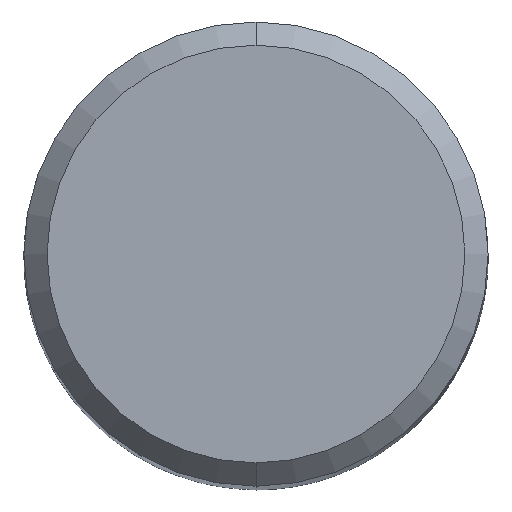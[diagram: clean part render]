
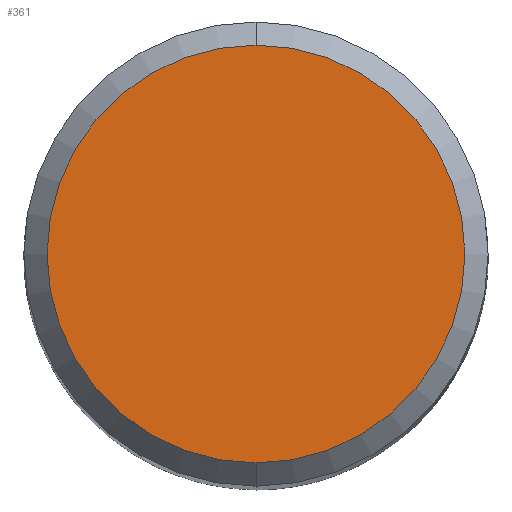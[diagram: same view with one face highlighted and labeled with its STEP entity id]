
A CAD part, top view. The second image highlights one B-rep face of the part: STEP entity #361.
In plain terms, the highlighted planar face has unit normal (0, 0, 1).
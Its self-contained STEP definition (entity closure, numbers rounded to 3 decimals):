
#361=ADVANCED_FACE('',(#985),#986,.T.);
#429=EDGE_CURVE('',#451,#561,#1063,.T.);
#451=VERTEX_POINT('',#1085);
#561=VERTEX_POINT('',#1203);
#851=EDGE_CURVE('',#561,#451,#1525,.T.);
#985=FACE_OUTER_BOUND('',#1703,.T.);
#986=PLANE('',#1704);
#1063=CIRCLE('',#1982,7.2);
#1085=CARTESIAN_POINT('',(0.,-7.2,0.0));
#1203=CARTESIAN_POINT('',(0.0,7.2,0.0));
#1525=CIRCLE('',#3193,7.2);
#1703=EDGE_LOOP('',(#3502,#3503));
#1704=AXIS2_PLACEMENT_3D('',#3504,#3505,#3506);
#1982=AXIS2_PLACEMENT_3D('',#3602,#3603,#3604);
#3193=AXIS2_PLACEMENT_3D('',#4031,#4032,#4033);
#3502=ORIENTED_EDGE('',*,*,#851,.F.);
#3503=ORIENTED_EDGE('',*,*,#429,.F.);
#3504=CARTESIAN_POINT('',(0.0,3.6,0.0));
#3505=DIRECTION('',(-0.0,0.0,1.0));
#3506=DIRECTION('',(0.0,-1.0,0.0));
#3602=CARTESIAN_POINT('',(0.0,0.0,0.0));
#3603=DIRECTION('',(0.0,0.0,-1.0));
#3604=DIRECTION('',(0.0,1.0,0.0));
#4031=CARTESIAN_POINT('',(0.0,0.0,0.0));
#4032=DIRECTION('',(0.0,0.0,-1.0));
#4033=DIRECTION('',(0.0,1.0,0.0));
